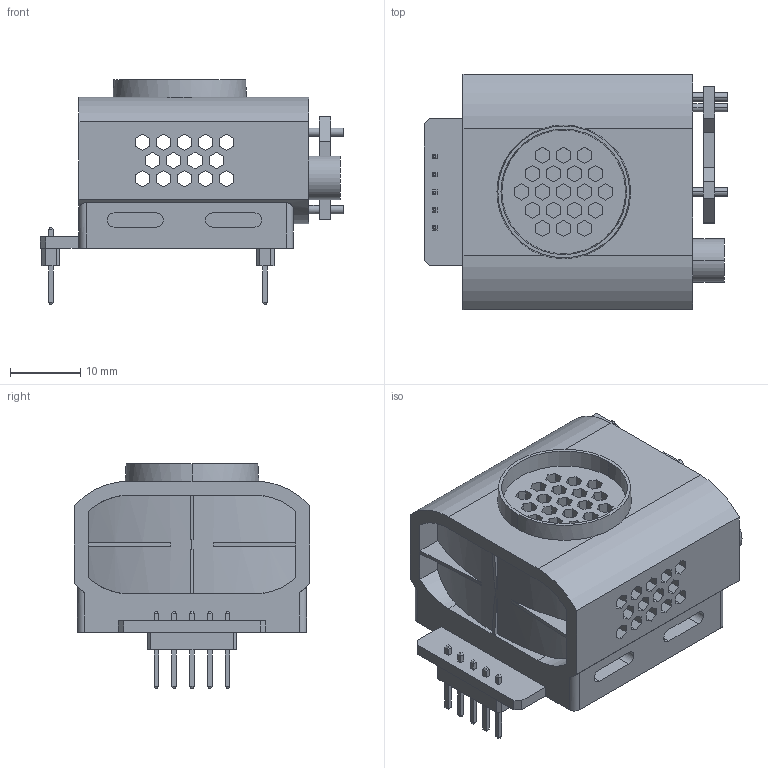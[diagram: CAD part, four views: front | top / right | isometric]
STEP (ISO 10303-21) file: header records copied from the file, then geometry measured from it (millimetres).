
FILE_DESCRIPTION (( 'STEP AP214' ), '1' );
FILE_NAME ('K96_Senseair.STEP', '2023-02-07T14:18:39', ( '' ), ( '' ), 'SwSTEP 2.0', 'SolidWorks 2018', '' );
FILE_SCHEMA (( 'AUTOMOTIVE_DESIGN' ));
Length unit declared in the file: millimetre
Products named in the file (1): K96_Senseair
Bounding box: 43.22 x 33.5 x 31.96 mm (x, y, z)
Volume: 9983 mm3; surface area: 11152.4 mm2
Topology: 4 solids, 4 shells, 575 faces, 1550 edges, 1010 vertices
Faces by surface type: plane 525, cylinder 46, cone 4
Entity records: 20032 total; most frequent: CARTESIAN_POINT 3364, ORIENTED_EDGE 3100, DIRECTION 2776, EDGE_CURVE 1550, VECTOR 1428, LINE 1428, VERTEX_POINT 1010, EDGE_LOOP 694
